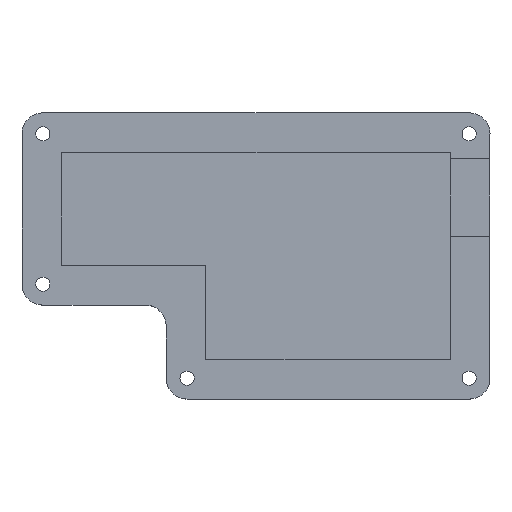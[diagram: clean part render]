
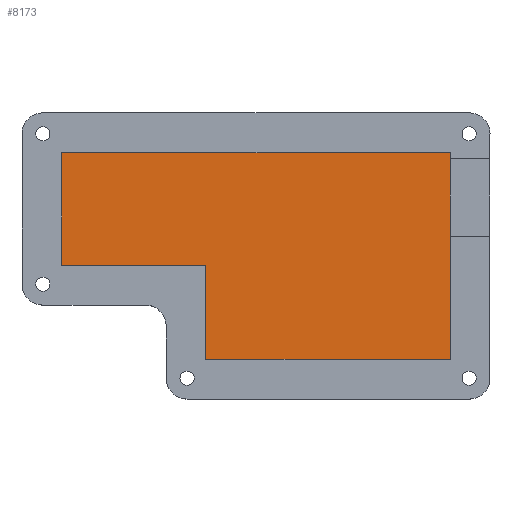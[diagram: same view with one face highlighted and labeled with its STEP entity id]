
A CAD part, top view. The second image highlights one B-rep face of the part: STEP entity #8173.
In plain terms, the highlighted planar face has unit normal (0, 0, 1).
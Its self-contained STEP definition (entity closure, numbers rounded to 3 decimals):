
#293=PLANE('',#8420);
#723=FACE_OUTER_BOUND('',#1205,.T.);
#1205=EDGE_LOOP('',(#7430,#7431,#7432,#7433,#7434,#7435));
#1925=LINE('',#15944,#2636);
#1927=LINE('',#15948,#2638);
#1928=LINE('',#15950,#2639);
#1929=LINE('',#15952,#2640);
#1930=LINE('',#15954,#2641);
#1931=LINE('',#15955,#2642);
#2636=VECTOR('',#9564,10.);
#2638=VECTOR('',#9568,10.);
#2639=VECTOR('',#9569,10.);
#2640=VECTOR('',#9570,10.);
#2641=VECTOR('',#9571,10.);
#2642=VECTOR('',#9572,10.);
#3903=VERTEX_POINT('',#15941);
#3904=VERTEX_POINT('',#15943);
#3905=VERTEX_POINT('',#15947);
#3906=VERTEX_POINT('',#15949);
#3907=VERTEX_POINT('',#15951);
#3908=VERTEX_POINT('',#15953);
#5091=EDGE_CURVE('',#3903,#3904,#1925,.T.);
#5093=EDGE_CURVE('',#3905,#3903,#1927,.T.);
#5094=EDGE_CURVE('',#3906,#3905,#1928,.T.);
#5095=EDGE_CURVE('',#3907,#3906,#1929,.T.);
#5096=EDGE_CURVE('',#3908,#3907,#1930,.T.);
#5097=EDGE_CURVE('',#3904,#3908,#1931,.T.);
#7430=ORIENTED_EDGE('',*,*,#5091,.F.);
#7431=ORIENTED_EDGE('',*,*,#5093,.F.);
#7432=ORIENTED_EDGE('',*,*,#5094,.F.);
#7433=ORIENTED_EDGE('',*,*,#5095,.F.);
#7434=ORIENTED_EDGE('',*,*,#5096,.F.);
#7435=ORIENTED_EDGE('',*,*,#5097,.F.);
#8173=ADVANCED_FACE('',(#723),#293,.T.);
#8420=AXIS2_PLACEMENT_3D('',#15946,#9566,#9567);
#9564=DIRECTION('',(0.,-1.,0.));
#9566=DIRECTION('center_axis',(0.,0.,1.));
#9567=DIRECTION('ref_axis',(1.,0.,0.));
#9568=DIRECTION('',(1.,0.,0.));
#9569=DIRECTION('',(0.,1.,0.));
#9570=DIRECTION('',(-1.,0.,0.));
#9571=DIRECTION('',(0.,1.,0.));
#9572=DIRECTION('',(-1.,0.,0.));
#15941=CARTESIAN_POINT('',(138.719,91.821,3.));
#15943=CARTESIAN_POINT('',(138.719,42.321,3.));
#15944=CARTESIAN_POINT('',(138.719,79.446,3.));
#15946=CARTESIAN_POINT('Origin',(92.219,67.071,3.));
#15947=CARTESIAN_POINT('',(45.719,91.821,3.));
#15948=CARTESIAN_POINT('',(68.969,91.821,3.));
#15949=CARTESIAN_POINT('',(45.719,64.821,3.));
#15950=CARTESIAN_POINT('',(45.719,65.946,3.));
#15951=CARTESIAN_POINT('',(80.219,64.821,3.));
#15952=CARTESIAN_POINT('',(86.219,64.821,3.));
#15953=CARTESIAN_POINT('',(80.219,42.321,3.));
#15954=CARTESIAN_POINT('',(80.219,54.696,3.));
#15955=CARTESIAN_POINT('',(115.469,42.321,3.));
